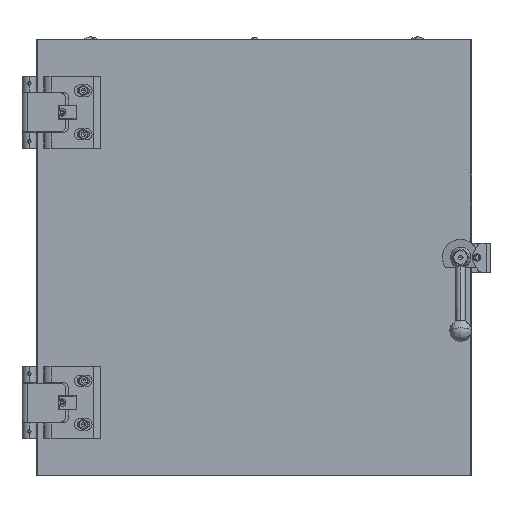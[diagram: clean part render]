
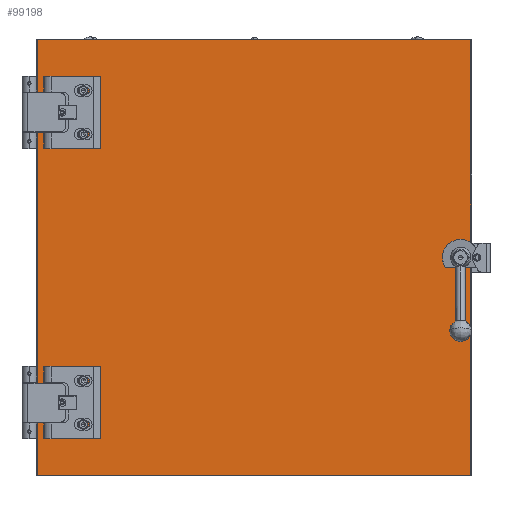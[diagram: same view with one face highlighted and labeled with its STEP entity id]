
A CAD part, top view. The second image highlights one B-rep face of the part: STEP entity #99198.
In plain terms, the highlighted planar face has unit normal (0, 0, 1).
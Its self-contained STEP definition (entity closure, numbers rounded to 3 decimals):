
#116 = DIRECTION ( 'NONE',  ( 0., 0., 1. ) ) ;
#1874 = CARTESIAN_POINT ( 'NONE',  ( -235.5, 490., 288.5 ) ) ;
#2423 = CARTESIAN_POINT ( 'NONE',  ( -298.5, -40., 288.5 ) ) ;
#6345 = ORIENTED_EDGE ( 'NONE', *, *, #87178, .F. ) ;
#8985 = ORIENTED_EDGE ( 'NONE', *, *, #33947, .F. ) ;
#9242 = DIRECTION ( 'NONE',  ( 0., 1., 0. ) ) ;
#9681 = CARTESIAN_POINT ( 'NONE',  ( -298.5, -40., 288.5 ) ) ;
#10835 = ORIENTED_EDGE ( 'NONE', *, *, #11033, .F. ) ;
#11033 = EDGE_CURVE ( 'NONE', #160533, #82282, #145116, .T. ) ;
#13438 = VECTOR ( 'NONE', #122189, 1000. ) ;
#13724 = VERTEX_POINT ( 'NONE', #136076 ) ;
#14557 = DIRECTION ( 'NONE',  ( 1., 0., 0. ) ) ;
#15090 = DIRECTION ( 'NONE',  ( 1., 0., 0. ) ) ;
#16160 = AXIS2_PLACEMENT_3D ( 'NONE', #33158, #121965, #45865 ) ;
#16542 = VERTEX_POINT ( 'NONE', #119661 ) ;
#16754 = ORIENTED_EDGE ( 'NONE', *, *, #88892, .F. ) ;
#16935 = EDGE_CURVE ( 'NONE', #94261, #96707, #40568, .T. ) ;
#17467 = LINE ( 'NONE', #83891, #13438 ) ;
#17475 = VECTOR ( 'NONE', #9242, 1000. ) ;
#18168 = CARTESIAN_POINT ( 'NONE',  ( -298.5, 560., 288.5 ) ) ;
#18318 = VERTEX_POINT ( 'NONE', #49554 ) ;
#19341 = ORIENTED_EDGE ( 'NONE', *, *, #58920, .T. ) ;
#20035 = CARTESIAN_POINT ( 'NONE',  ( -235.5, 30., 288.5 ) ) ;
#21923 = EDGE_LOOP ( 'NONE', ( #65318, #85683 ) ) ;
#22291 = EDGE_CURVE ( 'NONE', #41812, #18318, #53039, .T. ) ;
#22334 = ORIENTED_EDGE ( 'NONE', *, *, #50112, .T. ) ;
#25903 = AXIS2_PLACEMENT_3D ( 'NONE', #2423, #91203, #15090 ) ;
#26459 = ORIENTED_EDGE ( 'NONE', *, *, #40268, .F. ) ;
#26786 = CARTESIAN_POINT ( 'NONE',  ( 298.5, 560., 288.5 ) ) ;
#28072 = AXIS2_PLACEMENT_3D ( 'NONE', #138234, #62119, #151025 ) ;
#28536 = ORIENTED_EDGE ( 'NONE', *, *, #85283, .F. ) ;
#29664 = FACE_BOUND ( 'NONE', #47449, .T. ) ;
#30468 = DIRECTION ( 'NONE',  ( 0., 0., 1. ) ) ;
#31570 = CARTESIAN_POINT ( 'NONE',  ( -235.5, 90., 288.5 ) ) ;
#32236 = VERTEX_POINT ( 'NONE', #26786 ) ;
#32344 = CIRCLE ( 'NONE', #69596, 3.4 ) ;
#32786 = DIRECTION ( 'NONE',  ( 1., 0., 0. ) ) ;
#33158 = CARTESIAN_POINT ( 'NONE',  ( -235.5, 490., 288.5 ) ) ;
#33630 = FACE_BOUND ( 'NONE', #65301, .T. ) ;
#33947 = EDGE_CURVE ( 'NONE', #159372, #16542, #97437, .T. ) ;
#38462 = LINE ( 'NONE', #88793, #68276 ) ;
#40268 = EDGE_CURVE ( 'NONE', #158091, #114051, #110358, .T. ) ;
#40568 = CIRCLE ( 'NONE', #142751, 3.4 ) ;
#41812 = VERTEX_POINT ( 'NONE', #105276 ) ;
#43424 = AXIS2_PLACEMENT_3D ( 'NONE', #76061, #116, #88879 ) ;
#44281 = DIRECTION ( 'NONE',  ( 1., 0., 0. ) ) ;
#45865 = DIRECTION ( 'NONE',  ( 1., 0., 0. ) ) ;
#46484 = EDGE_CURVE ( 'NONE', #13724, #32236, #114815, .T. ) ;
#47449 = EDGE_LOOP ( 'NONE', ( #16754, #26459 ) ) ;
#49554 = CARTESIAN_POINT ( 'NONE',  ( -232.1, 430., 288.5 ) ) ;
#49860 = ORIENTED_EDGE ( 'NONE', *, *, #85505, .F. ) ;
#49995 = CARTESIAN_POINT ( 'NONE',  ( -298.5, -40., 288.5 ) ) ;
#50112 = EDGE_CURVE ( 'NONE', #32236, #161386, #17467, .T. ) ;
#53039 = CIRCLE ( 'NONE', #159680, 3.4 ) ;
#53157 = DIRECTION ( 'NONE',  ( 0., 0., 1. ) ) ;
#55267 = EDGE_CURVE ( 'NONE', #161386, #109580, #38462, .T. ) ;
#57116 = DIRECTION ( 'NONE',  ( 0., 0., 1. ) ) ;
#57186 = CARTESIAN_POINT ( 'NONE',  ( 288.75, 260., 288.5 ) ) ;
#58758 = CARTESIAN_POINT ( 'NONE',  ( -238.9, 90., 288.5 ) ) ;
#58920 = EDGE_CURVE ( 'NONE', #109580, #13724, #83199, .T. ) ;
#61991 = CARTESIAN_POINT ( 'NONE',  ( -235.5, 90., 288.5 ) ) ;
#62119 = DIRECTION ( 'NONE',  ( 0., 0., 1. ) ) ;
#63300 = FACE_BOUND ( 'NONE', #21923, .T. ) ;
#65301 = EDGE_LOOP ( 'NONE', ( #6345, #8985 ) ) ;
#65318 = ORIENTED_EDGE ( 'NONE', *, *, #86733, .F. ) ;
#68276 = VECTOR ( 'NONE', #101581, 1000. ) ;
#69596 = AXIS2_PLACEMENT_3D ( 'NONE', #61991, #150899, #74811 ) ;
#74495 = CARTESIAN_POINT ( 'NONE',  ( 280.25, 260., 288.5 ) ) ;
#74811 = DIRECTION ( 'NONE',  ( 1., 0., 0. ) ) ;
#76061 = CARTESIAN_POINT ( 'NONE',  ( -235.5, 30., 288.5 ) ) ;
#82282 = VERTEX_POINT ( 'NONE', #57186 ) ;
#83199 = LINE ( 'NONE', #9681, #146805 ) ;
#83891 = CARTESIAN_POINT ( 'NONE',  ( -298.5, 560., 288.5 ) ) ;
#83897 = ORIENTED_EDGE ( 'NONE', *, *, #55267, .T. ) ;
#85271 = CARTESIAN_POINT ( 'NONE',  ( 298.5, 560., 288.5 ) ) ;
#85283 = EDGE_CURVE ( 'NONE', #82282, #160533, #140386, .T. ) ;
#85505 = EDGE_CURVE ( 'NONE', #96707, #94261, #98537, .T. ) ;
#85582 = CARTESIAN_POINT ( 'NONE',  ( -238.9, 30., 288.5 ) ) ;
#85683 = ORIENTED_EDGE ( 'NONE', *, *, #22291, .F. ) ;
#86733 = EDGE_CURVE ( 'NONE', #18318, #41812, #157799, .T. ) ;
#86990 = AXIS2_PLACEMENT_3D ( 'NONE', #106574, #30468, #119296 ) ;
#87178 = EDGE_CURVE ( 'NONE', #16542, #159372, #32344, .T. ) ;
#88793 = CARTESIAN_POINT ( 'NONE',  ( -298.5, 560., 288.5 ) ) ;
#88879 = DIRECTION ( 'NONE',  ( 1., 0., 0. ) ) ;
#88892 = EDGE_CURVE ( 'NONE', #114051, #158091, #163368, .T. ) ;
#90656 = DIRECTION ( 'NONE',  ( 0., 0., 1. ) ) ;
#91203 = DIRECTION ( 'NONE',  ( 0., 0., 1. ) ) ;
#91205 = EDGE_LOOP ( 'NONE', ( #49860, #153850 ) ) ;
#94261 = VERTEX_POINT ( 'NONE', #123835 ) ;
#96707 = VERTEX_POINT ( 'NONE', #108655 ) ;
#97437 = CIRCLE ( 'NONE', #141370, 3.4 ) ;
#97843 = AXIS2_PLACEMENT_3D ( 'NONE', #20035, #108877, #32786 ) ;
#98537 = CIRCLE ( 'NONE', #16160, 3.4 ) ;
#99105 = AXIS2_PLACEMENT_3D ( 'NONE', #129308, #53157, #142031 ) ;
#99198 = ADVANCED_FACE ( 'NONE', ( #130977, #134946, #63300, #33630, #29664, #160716 ), #116171, .T. ) ;
#101581 = DIRECTION ( 'NONE',  ( 0., -1., 0. ) ) ;
#105276 = CARTESIAN_POINT ( 'NONE',  ( -238.9, 430., 288.5 ) ) ;
#106574 = CARTESIAN_POINT ( 'NONE',  ( 284.5, 260., 288.5 ) ) ;
#108655 = CARTESIAN_POINT ( 'NONE',  ( -232.1, 490., 288.5 ) ) ;
#108877 = DIRECTION ( 'NONE',  ( 0., 0., 1. ) ) ;
#109580 = VERTEX_POINT ( 'NONE', #49995 ) ;
#110358 = CIRCLE ( 'NONE', #97843, 3.4 ) ;
#114051 = VERTEX_POINT ( 'NONE', #129472 ) ;
#114815 = LINE ( 'NONE', #85271, #17475 ) ;
#116171 = PLANE ( 'NONE',  #25903 ) ;
#119296 = DIRECTION ( 'NONE',  ( 1., 0., 0. ) ) ;
#119661 = CARTESIAN_POINT ( 'NONE',  ( -232.1, 90., 288.5 ) ) ;
#120393 = DIRECTION ( 'NONE',  ( 0., 0., 1. ) ) ;
#121806 = ORIENTED_EDGE ( 'NONE', *, *, #46484, .T. ) ;
#121965 = DIRECTION ( 'NONE',  ( 0., 0., 1. ) ) ;
#122189 = DIRECTION ( 'NONE',  ( -1., 0., 0. ) ) ;
#123835 = CARTESIAN_POINT ( 'NONE',  ( -238.9, 490., 288.5 ) ) ;
#123992 = DIRECTION ( 'NONE',  ( 1., 0., 0. ) ) ;
#129308 = CARTESIAN_POINT ( 'NONE',  ( 284.5, 260., 288.5 ) ) ;
#129472 = CARTESIAN_POINT ( 'NONE',  ( -232.1, 30., 288.5 ) ) ;
#130977 = FACE_BOUND ( 'NONE', #138921, .T. ) ;
#133250 = CARTESIAN_POINT ( 'NONE',  ( -235.5, 430., 288.5 ) ) ;
#134946 = FACE_BOUND ( 'NONE', #91205, .T. ) ;
#136076 = CARTESIAN_POINT ( 'NONE',  ( 298.5, -40., 288.5 ) ) ;
#138234 = CARTESIAN_POINT ( 'NONE',  ( -235.5, 430., 288.5 ) ) ;
#138921 = EDGE_LOOP ( 'NONE', ( #28536, #10835 ) ) ;
#140386 = CIRCLE ( 'NONE', #99105, 4.25 ) ;
#141370 = AXIS2_PLACEMENT_3D ( 'NONE', #31570, #120393, #44281 ) ;
#142031 = DIRECTION ( 'NONE',  ( 1., 0., 0. ) ) ;
#142751 = AXIS2_PLACEMENT_3D ( 'NONE', #1874, #90656, #14557 ) ;
#145116 = CIRCLE ( 'NONE', #86990, 4.25 ) ;
#146016 = DIRECTION ( 'NONE',  ( 1., 0., 0. ) ) ;
#146805 = VECTOR ( 'NONE', #123992, 1000. ) ;
#150899 = DIRECTION ( 'NONE',  ( 0., 0., 1. ) ) ;
#151025 = DIRECTION ( 'NONE',  ( 1., 0., 0. ) ) ;
#153850 = ORIENTED_EDGE ( 'NONE', *, *, #16935, .F. ) ;
#155921 = EDGE_LOOP ( 'NONE', ( #83897, #19341, #121806, #22334 ) ) ;
#157799 = CIRCLE ( 'NONE', #28072, 3.4 ) ;
#158091 = VERTEX_POINT ( 'NONE', #85582 ) ;
#159372 = VERTEX_POINT ( 'NONE', #58758 ) ;
#159680 = AXIS2_PLACEMENT_3D ( 'NONE', #133250, #57116, #146016 ) ;
#160533 = VERTEX_POINT ( 'NONE', #74495 ) ;
#160716 = FACE_OUTER_BOUND ( 'NONE', #155921, .T. ) ;
#161386 = VERTEX_POINT ( 'NONE', #18168 ) ;
#163368 = CIRCLE ( 'NONE', #43424, 3.4 ) ;
